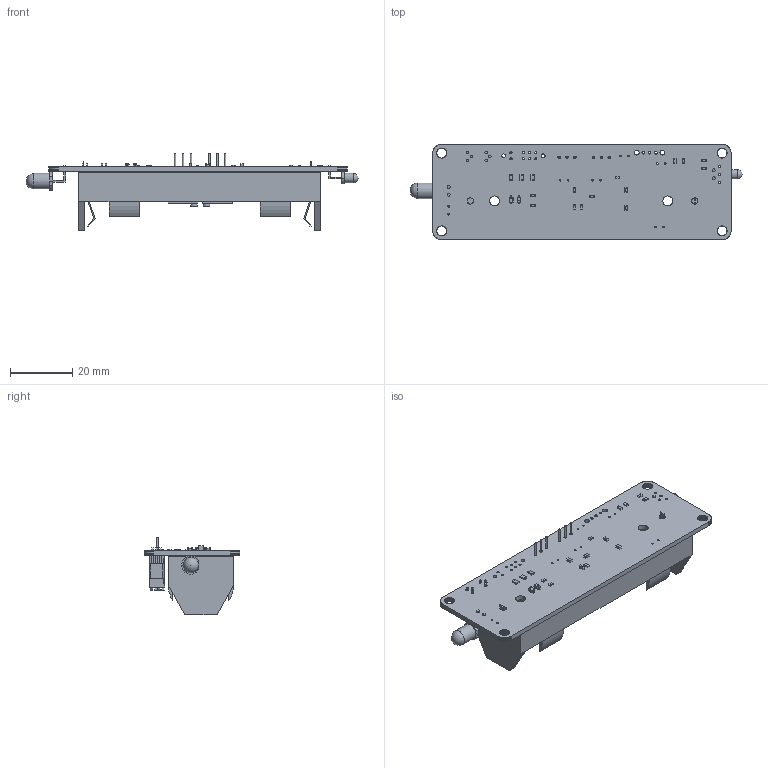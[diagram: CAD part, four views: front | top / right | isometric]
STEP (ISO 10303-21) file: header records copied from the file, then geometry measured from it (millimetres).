
FILE_DESCRIPTION(('KiCad electronic assembly'),'2;1');
FILE_NAME('transmitter.step','2019-07-04T15:16:57',('An Author'),( 'A Company'),'Open CASCADE STEP processor 6.9', 'KiCad to STEP converter','Unknown');
FILE_SCHEMA(('AUTOMOTIVE_DESIGN { 1 0 10303 214 1 1 1 1 }'));
Length unit declared in the file: millimetre
Products named in the file (20): Open CASCADE STEP translator 6.9 1; LED_D3.0mm_Horizontal_O3.81mm_Z2.0mm; SOLID; LED_D5.0mm_Horizontal_O3.81mm_Z3.0mm; BatteryHolder_MPD_BH-18650-PC2; R_0603_1608Metric; C_0603_1608Metric; D_SOD-323; TO-92; Potentiometer_Bourns_3296W_Vertical; R_0805_2012Metric; COMPOUND
Assembly tree (35 placements, depth 3):
  Open CASCADE STEP translator 6.9 1
    LED_D3.0mm_Horizontal_O3.81mm_Z2.0mm
      SOLID
    LED_D5.0mm_Horizontal_O3.81mm_Z3.0mm
      SOLID
    BatteryHolder_MPD_BH-18650-PC2
      SOLID
    R_0603_1608Metric  x8
      SOLID
    C_0603_1608Metric  x5
      SOLID
    D_SOD-323  x2
      SOLID
    TO-92  x2
      SOLID
    Potentiometer_Bourns_3296W_Vertical  x2
      SOLID
    R_0805_2012Metric  x3
      SOLID
    COMPOUND
Bounding box: 106.59 x 30.8 x 25.02 mm (x, y, z)
Volume: 12220 mm3; surface area: 15267.5 mm2
Topology: 25 solids, 26 shells, 1356 faces, 3666 edges, 2392 vertices
Faces by surface type: plane 1065, cylinder 237, bspline 52, sphere 2
Full cylindrical faces by diameter (mm): 0.508 x12, 0.51 x6, 0.7 x8, 0.75 x6, 0.762 x3, 0.8 x6, 0.9 x7, 1.2 x2, 1.5 x2, 2 x2, 2.19 x2, 3 x1, 3.2 x4, 5 x1
Entity records: 64203 total; most frequent: CARTESIAN_POINT 11524, DIRECTION 9268, LINE 6875, VECTOR 6875, ORIENTED_EDGE 4944, PCURVE 4944, DEFINITIONAL_REPRESENTATION 4944, EDGE_CURVE 2472
